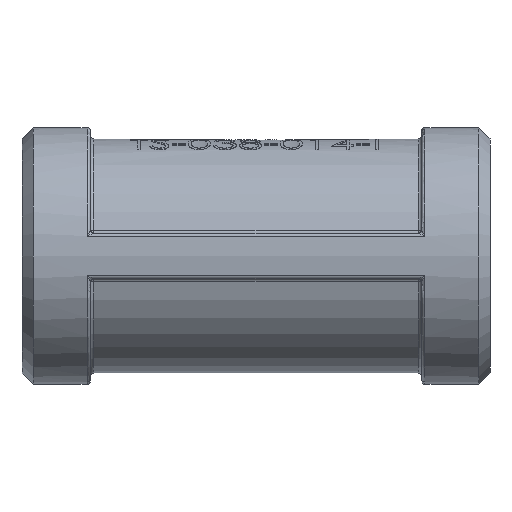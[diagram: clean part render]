
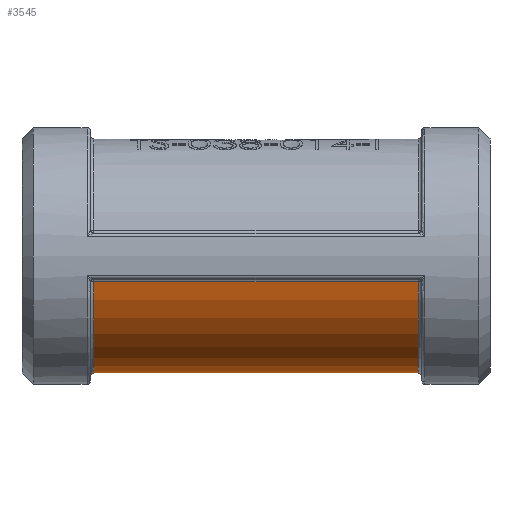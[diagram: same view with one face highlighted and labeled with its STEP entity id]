
A CAD part, front view. The second image highlights one B-rep face of the part: STEP entity #3545.
In plain terms, the highlighted cylindrical face has radius 10.25 mm (diameter 20.5 mm), a partial arc.
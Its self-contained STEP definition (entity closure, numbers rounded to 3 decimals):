
#1289 = VERTEX_POINT ( 'NONE', #17576 ) ;
#1292 = VERTEX_POINT ( 'NONE', #17564 ) ;
#1305 = VERTEX_POINT ( 'NONE', #17579 ) ;
#1315 = VERTEX_POINT ( 'NONE', #17591 ) ;
#1327 = VERTEX_POINT ( 'NONE', #17593 ) ;
#1343 = VERTEX_POINT ( 'NONE', #17582 ) ;
#1404 = VERTEX_POINT ( 'NONE', #17631 ) ;
#2360 = EDGE_LOOP ( 'NONE', ( #3219, #3210, #3198, #3186, #3220, #3200, #3209 ) ) ;
#2562 = B_SPLINE_CURVE_WITH_KNOTS ( 'NONE', 3,
 ( #17449, #17406, #17442, #17423, #17409, #17445, #17433, #17408 ),
 .UNSPECIFIED., .F., .F.,
 ( 4, 1, 1, 1, 1, 4 ),
 ( 0., 0.286, 0.571, 0.786, 0.857, 1. ),
 .UNSPECIFIED. ) ;
#2595 = B_SPLINE_CURVE_WITH_KNOTS ( 'NONE', 3,
 ( #17398, #17363, #17390, #17369, #17356, #17383, #17353, #17370 ),
 .UNSPECIFIED., .F., .F.,
 ( 4, 1, 1, 1, 1, 4 ),
 ( 0., 0.143, 0.25, 0.286, 0.571, 1. ),
 .UNSPECIFIED. ) ;
#3186 = ORIENTED_EDGE ( 'NONE', *, *, #3531, .F. ) ;
#3198 = ORIENTED_EDGE ( 'NONE', *, *, #3645, .F. ) ;
#3200 = ORIENTED_EDGE ( 'NONE', *, *, #3569, .F. ) ;
#3209 = ORIENTED_EDGE ( 'NONE', *, *, #3647, .F. ) ;
#3210 = ORIENTED_EDGE ( 'NONE', *, *, #3576, .F. ) ;
#3219 = ORIENTED_EDGE ( 'NONE', *, *, #3565, .F. ) ;
#3220 = ORIENTED_EDGE ( 'NONE', *, *, #3611, .F. ) ;
#3531 = EDGE_CURVE ( 'NONE', #1404, #1343, #14815, .T. ) ;
#3545 = ADVANCED_FACE ( 'NONE', ( #18131 ), #18132, .T. ) ;
#3565 = EDGE_CURVE ( 'NONE', #1305, #1292, #2595, .T. ) ;
#3569 = EDGE_CURVE ( 'NONE', #1327, #1289, #15226, .T. ) ;
#3576 = EDGE_CURVE ( 'NONE', #1315, #1305, #2562, .T. ) ;
#3611 = EDGE_CURVE ( 'NONE', #1289, #1404, #17539, .T. ) ;
#3645 = EDGE_CURVE ( 'NONE', #1343, #1315, #5750, .T. ) ;
#3647 = EDGE_CURVE ( 'NONE', #1292, #1327, #5745, .T. ) ;
#5745 = LINE ( 'NONE', #5781, #15117 ) ;
#5750 = LINE ( 'NONE', #5753, #15250 ) ;
#5753 = CARTESIAN_POINT ( 'NONE',  ( 0., 10.003, -2.235 ) ) ;
#5755 = DIRECTION ( 'NONE',  ( -1., 0., 0. ) ) ;
#5768 = DIRECTION ( 'NONE',  ( -1., 0., 0. ) ) ;
#5781 = CARTESIAN_POINT ( 'NONE',  ( 0., 10.003, -2.235 ) ) ;
#14797 = AXIS2_PLACEMENT_3D ( 'NONE', #18038, #18009, #18029 ) ;
#14815 = CIRCLE ( 'NONE', #14797, 10.25 ) ;
#14976 = AXIS2_PLACEMENT_3D ( 'NONE', #18154, #18155, #18136 ) ;
#15117 = VECTOR ( 'NONE', #5755, 1000. ) ;
#15140 = AXIS2_PLACEMENT_3D ( 'NONE', #17352, #17365, #17388 ) ;
#15219 = VECTOR ( 'NONE', #17526, 1000. ) ;
#15226 = CIRCLE ( 'NONE', #15140, 10.25 ) ;
#15250 = VECTOR ( 'NONE', #5768, 1000. ) ;
#17352 = CARTESIAN_POINT ( 'NONE',  ( -14.2, 0., 0. ) ) ;
#17353 = CARTESIAN_POINT ( 'NONE',  ( -11.48, 9.61, -3.995 ) ) ;
#17356 = CARTESIAN_POINT ( 'NONE',  ( -6.023, 6.497, -7.961 ) ) ;
#17363 = CARTESIAN_POINT ( 'NONE',  ( -0.862, 4.921, -8.991 ) ) ;
#17365 = DIRECTION ( 'NONE',  ( -1., 0., 0. ) ) ;
#17369 = CARTESIAN_POINT ( 'NONE',  ( -3.878, 5.644, -8.562 ) ) ;
#17370 = CARTESIAN_POINT ( 'NONE',  ( -12.108, 10.003, -2.235 ) ) ;
#17383 = CARTESIAN_POINT ( 'NONE',  ( -9.279, 8.232, -6.466 ) ) ;
#17388 = DIRECTION ( 'NONE',  ( 0., 0., -1. ) ) ;
#17390 = CARTESIAN_POINT ( 'NONE',  ( -2.357, 5.142, -8.873 ) ) ;
#17398 = CARTESIAN_POINT ( 'NONE',  ( 0., 4.921, -8.991 ) ) ;
#17406 = CARTESIAN_POINT ( 'NONE',  ( 11.689, 9.741, -3.408 ) ) ;
#17408 = CARTESIAN_POINT ( 'NONE',  ( 0., 4.921, -8.991 ) ) ;
#17409 = CARTESIAN_POINT ( 'NONE',  ( 4.464, 5.814, -8.459 ) ) ;
#17423 = CARTESIAN_POINT ( 'NONE',  ( 7.176, 7.073, -7.533 ) ) ;
#17433 = CARTESIAN_POINT ( 'NONE',  ( 0.862, 4.921, -8.991 ) ) ;
#17442 = CARTESIAN_POINT ( 'NONE',  ( 10.218, 8.825, -5.525 ) ) ;
#17445 = CARTESIAN_POINT ( 'NONE',  ( 2.143, 5.107, -8.892 ) ) ;
#17449 = CARTESIAN_POINT ( 'NONE',  ( 12.108, 10.003, -2.235 ) ) ;
#17520 = CARTESIAN_POINT ( 'NONE',  ( 0., -10.003, -2.235 ) ) ;
#17526 = DIRECTION ( 'NONE',  ( 1., 0., 0. ) ) ;
#17539 = LINE ( 'NONE', #17520, #15219 ) ;
#17564 = CARTESIAN_POINT ( 'NONE',  ( -12.108, 10.003, -2.235 ) ) ;
#17576 = CARTESIAN_POINT ( 'NONE',  ( -14.2, -10.003, -2.235 ) ) ;
#17579 = CARTESIAN_POINT ( 'NONE',  ( 0., 4.921, -8.991 ) ) ;
#17582 = CARTESIAN_POINT ( 'NONE',  ( 14.2, 10.003, -2.235 ) ) ;
#17591 = CARTESIAN_POINT ( 'NONE',  ( 12.108, 10.003, -2.235 ) ) ;
#17593 = CARTESIAN_POINT ( 'NONE',  ( -14.2, 10.003, -2.235 ) ) ;
#17631 = CARTESIAN_POINT ( 'NONE',  ( 14.2, -10.003, -2.235 ) ) ;
#18009 = DIRECTION ( 'NONE',  ( 1., 0., 0. ) ) ;
#18029 = DIRECTION ( 'NONE',  ( 0., 0., -1. ) ) ;
#18038 = CARTESIAN_POINT ( 'NONE',  ( 14.2, 0., 0. ) ) ;
#18131 = FACE_OUTER_BOUND ( 'NONE', #2360, .T. ) ;
#18132 = CYLINDRICAL_SURFACE ( 'NONE', #14976, 10.25 ) ;
#18136 = DIRECTION ( 'NONE',  ( 0., -1., 0. ) ) ;
#18154 = CARTESIAN_POINT ( 'NONE',  ( 0., 0., 0. ) ) ;
#18155 = DIRECTION ( 'NONE',  ( 1., 0., 0. ) ) ;
